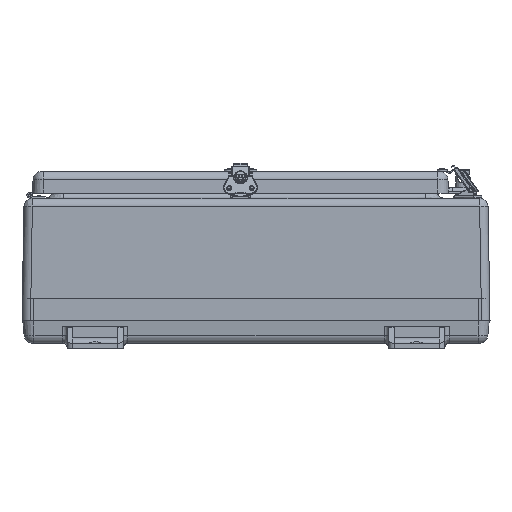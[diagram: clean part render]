
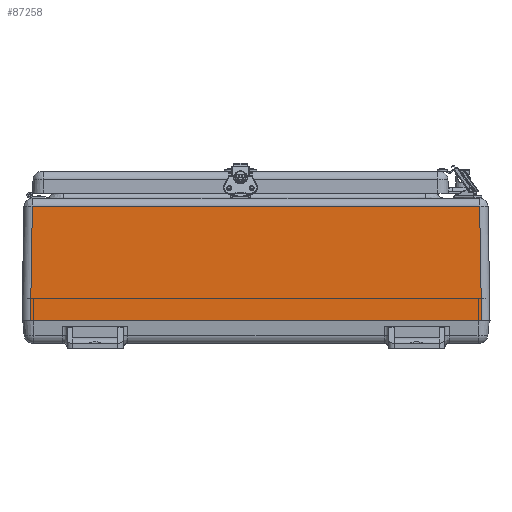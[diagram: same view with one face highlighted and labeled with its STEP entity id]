
A CAD part, front view. The second image highlights one B-rep face of the part: STEP entity #87258.
In plain terms, the highlighted planar face has unit normal (0, -1, 0.017).
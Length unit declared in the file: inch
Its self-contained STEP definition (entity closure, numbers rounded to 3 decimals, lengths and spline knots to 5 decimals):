
#202 = DIRECTION ( 'NONE',  ( 0.017, 0.017, 1. ) ) ;
#324 = ORIENTED_EDGE ( 'NONE', *, *, #24382, .T. ) ;
#4160 = EDGE_LOOP ( 'NONE', ( #64332, #324, #44049, #75864 ) ) ;
#6058 = CARTESIAN_POINT ( 'NONE',  ( 9.91571, -15.15003, 5.06874 ) ) ;
#8452 = PLANE ( 'NONE',  #48524 ) ;
#10997 = LINE ( 'NONE', #63092, #75597 ) ;
#11188 = CARTESIAN_POINT ( 'NONE',  ( 10.00005, -15.23438, 0. ) ) ;
#20704 = VECTOR ( 'NONE', #81155, 39.37008 ) ;
#20956 = VERTEX_POINT ( 'NONE', #26475 ) ;
#23232 = CARTESIAN_POINT ( 'NONE',  ( 0., -15.23438, 0. ) ) ;
#24382 = EDGE_CURVE ( 'NONE', #86124, #39965, #91382, .T. ) ;
#26475 = CARTESIAN_POINT ( 'NONE',  ( -10.00005, -15.23438, 0. ) ) ;
#27567 = DIRECTION ( 'NONE',  ( -1., 0., 0. ) ) ;
#29893 = CARTESIAN_POINT ( 'NONE',  ( -10.375, -15.23438, 0. ) ) ;
#39965 = VERTEX_POINT ( 'NONE', #6058 ) ;
#43284 = DIRECTION ( 'NONE',  ( 0., -1., 0.017 ) ) ;
#43444 = CARTESIAN_POINT ( 'NONE',  ( -9.91571, -15.15003, 5.06874 ) ) ;
#43992 = LINE ( 'NONE', #71502, #58554 ) ;
#44049 = ORIENTED_EDGE ( 'NONE', *, *, #45185, .T. ) ;
#45185 = EDGE_CURVE ( 'NONE', #39965, #89487, #10997, .T. ) ;
#48524 = AXIS2_PLACEMENT_3D ( 'NONE', #29893, #43284, #58619 ) ;
#58554 = VECTOR ( 'NONE', #202, 39.37008 ) ;
#58619 = DIRECTION ( 'NONE',  ( 0., -0.017, -1. ) ) ;
#63092 = CARTESIAN_POINT ( 'NONE',  ( -10.375, -15.15003, 5.06874 ) ) ;
#63559 = VECTOR ( 'NONE', #81306, 39.37008 ) ;
#64332 = ORIENTED_EDGE ( 'NONE', *, *, #71930, .T. ) ;
#64727 = CARTESIAN_POINT ( 'NONE',  ( 10.00005, -15.23438, 0. ) ) ;
#71502 = CARTESIAN_POINT ( 'NONE',  ( -9.99594, -15.23026, 0.24712 ) ) ;
#71705 = EDGE_CURVE ( 'NONE', #20956, #89487, #43992, .T. ) ;
#71930 = EDGE_CURVE ( 'NONE', #20956, #86124, #81993, .T. ) ;
#75597 = VECTOR ( 'NONE', #27567, 39.37008 ) ;
#75864 = ORIENTED_EDGE ( 'NONE', *, *, #71705, .F. ) ;
#81155 = DIRECTION ( 'NONE',  ( 1., 0., 0. ) ) ;
#81306 = DIRECTION ( 'NONE',  ( -0.017, 0.017, 1. ) ) ;
#81993 = LINE ( 'NONE', #23232, #20704 ) ;
#86122 = FACE_OUTER_BOUND ( 'NONE', #4160, .T. ) ;
#86124 = VERTEX_POINT ( 'NONE', #64727 ) ;
#87258 = ADVANCED_FACE ( 'NONE', ( #86122 ), #8452, .T. ) ;
#89487 = VERTEX_POINT ( 'NONE', #43444 ) ;
#91382 = LINE ( 'NONE', #11188, #63559 ) ;
